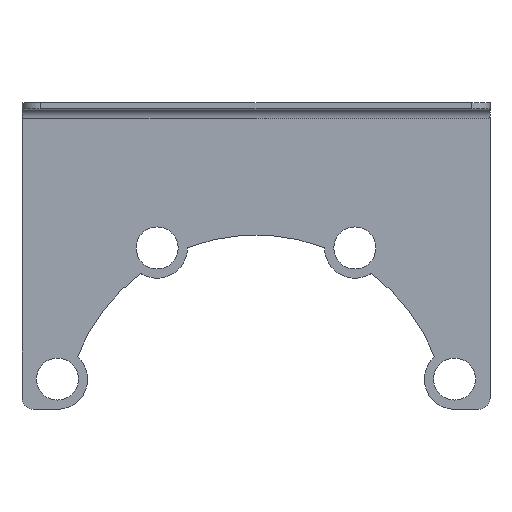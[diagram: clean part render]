
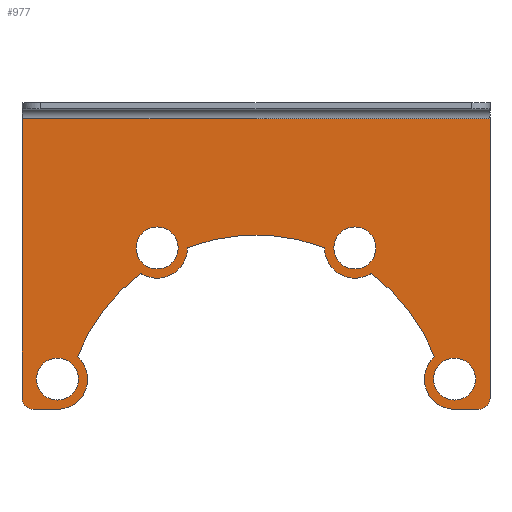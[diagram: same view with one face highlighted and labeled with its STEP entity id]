
A CAD part, top view. The second image highlights one B-rep face of the part: STEP entity #977.
In plain terms, the highlighted planar face has unit normal (0, 0, 1).
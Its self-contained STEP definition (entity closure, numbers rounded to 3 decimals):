
#32=CARTESIAN_POINT('',(-18.067,-38.048,1.065));
#33=VERTEX_POINT('',#32);
#34=CARTESIAN_POINT('',(18.067,-38.048,1.065));
#35=VERTEX_POINT('',#34);
#36=CARTESIAN_POINT('',(-0.,-85.168,1.065));
#37=DIRECTION('',(-0.,0.,-1.));
#38=DIRECTION('',(-1.,0.,0.));
#39=AXIS2_PLACEMENT_3D('',#36,#37,#38);
#40=CIRCLE('',#39,50.465);
#41=EDGE_CURVE('',#33,#35,#40,.T.);
#85=CARTESIAN_POINT('',(-30.327,-44.832,1.065));
#86=VERTEX_POINT('',#85);
#93=CARTESIAN_POINT('',(-46.967,-66.706,1.065));
#94=VERTEX_POINT('',#93);
#95=CARTESIAN_POINT('',(-0.,-85.168,1.065));
#96=DIRECTION('',(-0.,0.,-1.));
#97=DIRECTION('',(-1.,0.,0.));
#98=AXIS2_PLACEMENT_3D('',#95,#96,#97);
#99=CIRCLE('',#98,50.465);
#100=EDGE_CURVE('',#94,#86,#99,.T.);
#126=CARTESIAN_POINT('',(-52.005,-80.632,1.065));
#127=VERTEX_POINT('',#126);
#134=CARTESIAN_POINT('',(-58.586,-80.632,1.065));
#135=VERTEX_POINT('',#134);
#136=CARTESIAN_POINT('',(-52.005,-80.632,1.065));
#137=DIRECTION('',(-1.,0.,0.));
#138=VECTOR('',#137,6.581);
#139=LINE('',#136,#138);
#140=EDGE_CURVE('',#127,#135,#139,.T.);
#353=CARTESIAN_POINT('',(-61.589,-77.63,1.065));
#354=VERTEX_POINT('',#353);
#355=CARTESIAN_POINT('',(-61.589,-4.17,1.065));
#356=VERTEX_POINT('',#355);
#357=CARTESIAN_POINT('',(-61.589,-77.63,1.065));
#358=DIRECTION('',(0.,1.,0.));
#359=VECTOR('',#358,73.46);
#360=LINE('',#357,#359);
#361=EDGE_CURVE('',#354,#356,#360,.T.);
#615=CARTESIAN_POINT('',(61.589,-4.17,1.065));
#616=VERTEX_POINT('',#615);
#617=CARTESIAN_POINT('',(-61.589,-4.17,1.065));
#618=DIRECTION('',(1.,-0.,-0.));
#619=VECTOR('',#618,123.177);
#620=LINE('',#617,#619);
#621=EDGE_CURVE('',#356,#616,#620,.T.);
#834=CARTESIAN_POINT('',(36.11,-43.463,1.065));
#835=DIRECTION('',(0.,0.,1.));
#836=DIRECTION('',(-1.,0.,0.));
#837=AXIS2_PLACEMENT_3D('',#834,#835,#836);
#838=PLANE('',#837);
#839=ORIENTED_EDGE('',*,*,#41,.T.);
#840=CARTESIAN_POINT('',(30.327,-44.832,1.065));
#841=VERTEX_POINT('',#840);
#842=CARTESIAN_POINT('',(26.022,-38.142,1.065));
#843=DIRECTION('',(0.,0.,1.));
#844=DIRECTION('',(1.,0.,-0.));
#845=AXIS2_PLACEMENT_3D('',#842,#843,#844);
#846=CIRCLE('',#845,7.956);
#847=EDGE_CURVE('',#35,#841,#846,.T.);
#848=ORIENTED_EDGE('',*,*,#847,.T.);
#849=CARTESIAN_POINT('',(46.967,-66.706,1.065));
#850=VERTEX_POINT('',#849);
#851=CARTESIAN_POINT('',(-0.,-85.168,1.065));
#852=DIRECTION('',(0.,0.,1.));
#853=DIRECTION('',(1.,0.,-0.));
#854=AXIS2_PLACEMENT_3D('',#851,#852,#853);
#855=CIRCLE('',#854,50.465);
#856=EDGE_CURVE('',#850,#841,#855,.T.);
#857=ORIENTED_EDGE('',*,*,#856,.F.);
#858=CARTESIAN_POINT('',(51.957,-80.59,1.065));
#859=VERTEX_POINT('',#858);
#860=CARTESIAN_POINT('',(52.265,-72.641,1.065));
#861=DIRECTION('',(0.,0.,1.));
#862=DIRECTION('',(1.,0.,-0.));
#863=AXIS2_PLACEMENT_3D('',#860,#861,#862);
#864=CIRCLE('',#863,7.956);
#865=EDGE_CURVE('',#850,#859,#864,.T.);
#866=ORIENTED_EDGE('',*,*,#865,.T.);
#867=CARTESIAN_POINT('',(52.005,-80.632,1.065));
#868=VERTEX_POINT('',#867);
#869=CARTESIAN_POINT('',(51.957,-80.59,1.065));
#870=DIRECTION('',(0.75,-0.662,-0.));
#871=VECTOR('',#870,0.064);
#872=LINE('',#869,#871);
#873=EDGE_CURVE('',#859,#868,#872,.T.);
#874=ORIENTED_EDGE('',*,*,#873,.T.);
#875=CARTESIAN_POINT('',(58.586,-80.632,1.065));
#876=VERTEX_POINT('',#875);
#877=CARTESIAN_POINT('',(52.005,-80.632,1.065));
#878=DIRECTION('',(1.,0.,-0.));
#879=VECTOR('',#878,6.581);
#880=LINE('',#877,#879);
#881=EDGE_CURVE('',#868,#876,#880,.T.);
#882=ORIENTED_EDGE('',*,*,#881,.T.);
#883=CARTESIAN_POINT('',(61.589,-77.63,1.065));
#884=VERTEX_POINT('',#883);
#885=CARTESIAN_POINT('',(58.586,-77.63,1.065));
#886=DIRECTION('',(0.,0.,1.));
#887=DIRECTION('',(1.,0.,-0.));
#888=AXIS2_PLACEMENT_3D('',#885,#886,#887);
#889=CIRCLE('',#888,3.003);
#890=EDGE_CURVE('',#876,#884,#889,.T.);
#891=ORIENTED_EDGE('',*,*,#890,.T.);
#892=CARTESIAN_POINT('',(61.589,-77.63,1.065));
#893=DIRECTION('',(0.,1.,0.));
#894=VECTOR('',#893,73.46);
#895=LINE('',#892,#894);
#896=EDGE_CURVE('',#884,#616,#895,.T.);
#897=ORIENTED_EDGE('',*,*,#896,.T.);
#898=ORIENTED_EDGE('',*,*,#621,.F.);
#899=ORIENTED_EDGE('',*,*,#361,.F.);
#900=CARTESIAN_POINT('',(-58.586,-77.63,1.065));
#901=DIRECTION('',(-0.,0.,-1.));
#902=DIRECTION('',(-1.,0.,0.));
#903=AXIS2_PLACEMENT_3D('',#900,#901,#902);
#904=CIRCLE('',#903,3.003);
#905=EDGE_CURVE('',#135,#354,#904,.T.);
#906=ORIENTED_EDGE('',*,*,#905,.F.);
#907=ORIENTED_EDGE('',*,*,#140,.F.);
#908=CARTESIAN_POINT('',(-51.957,-80.59,1.065));
#909=VERTEX_POINT('',#908);
#910=CARTESIAN_POINT('',(-51.957,-80.59,1.065));
#911=DIRECTION('',(-0.75,-0.662,0.));
#912=VECTOR('',#911,0.064);
#913=LINE('',#910,#912);
#914=EDGE_CURVE('',#909,#127,#913,.T.);
#915=ORIENTED_EDGE('',*,*,#914,.F.);
#916=CARTESIAN_POINT('',(-52.265,-72.641,1.065));
#917=DIRECTION('',(-0.,0.,-1.));
#918=DIRECTION('',(-1.,0.,0.));
#919=AXIS2_PLACEMENT_3D('',#916,#917,#918);
#920=CIRCLE('',#919,7.956);
#921=EDGE_CURVE('',#94,#909,#920,.T.);
#922=ORIENTED_EDGE('',*,*,#921,.F.);
#923=ORIENTED_EDGE('',*,*,#100,.T.);
#924=CARTESIAN_POINT('',(-26.022,-38.142,1.065));
#925=DIRECTION('',(-0.,0.,-1.));
#926=DIRECTION('',(-1.,0.,0.));
#927=AXIS2_PLACEMENT_3D('',#924,#925,#926);
#928=CIRCLE('',#927,7.956);
#929=EDGE_CURVE('',#33,#86,#928,.T.);
#930=ORIENTED_EDGE('',*,*,#929,.F.);
#931=EDGE_LOOP('',(#839,#848,#857,#866,#874,#882,#891,#897,#898,#899,#906,#907,#915,#922,#923,#930));
#932=FACE_BOUND('',#931,.T.);
#933=CARTESIAN_POINT('',(-57.794,-72.641,1.065));
#934=VERTEX_POINT('',#933);
#935=CARTESIAN_POINT('',(-52.265,-72.641,1.065));
#936=DIRECTION('',(-0.,0.,-1.));
#937=DIRECTION('',(-1.,0.,0.));
#938=AXIS2_PLACEMENT_3D('',#935,#936,#937);
#939=CIRCLE('',#938,5.529);
#940=EDGE_CURVE('',#934,#934,#939,.T.);
#941=ORIENTED_EDGE('',*,*,#940,.T.);
#942=EDGE_LOOP('',(#941));
#943=FACE_BOUND('',#942,.T.);
#944=CARTESIAN_POINT('',(-31.551,-38.142,1.065));
#945=VERTEX_POINT('',#944);
#946=CARTESIAN_POINT('',(-26.022,-38.142,1.065));
#947=DIRECTION('',(-0.,0.,-1.));
#948=DIRECTION('',(-1.,0.,0.));
#949=AXIS2_PLACEMENT_3D('',#946,#947,#948);
#950=CIRCLE('',#949,5.529);
#951=EDGE_CURVE('',#945,#945,#950,.T.);
#952=ORIENTED_EDGE('',*,*,#951,.T.);
#953=EDGE_LOOP('',(#952));
#954=FACE_BOUND('',#953,.T.);
#955=CARTESIAN_POINT('',(57.794,-72.641,1.065));
#956=VERTEX_POINT('',#955);
#957=CARTESIAN_POINT('',(52.265,-72.641,1.065));
#958=DIRECTION('',(0.,0.,1.));
#959=DIRECTION('',(1.,0.,-0.));
#960=AXIS2_PLACEMENT_3D('',#957,#958,#959);
#961=CIRCLE('',#960,5.529);
#962=EDGE_CURVE('',#956,#956,#961,.T.);
#963=ORIENTED_EDGE('',*,*,#962,.F.);
#964=EDGE_LOOP('',(#963));
#965=FACE_BOUND('',#964,.T.);
#966=CARTESIAN_POINT('',(31.551,-38.142,1.065));
#967=VERTEX_POINT('',#966);
#968=CARTESIAN_POINT('',(26.022,-38.142,1.065));
#969=DIRECTION('',(0.,0.,1.));
#970=DIRECTION('',(1.,0.,-0.));
#971=AXIS2_PLACEMENT_3D('',#968,#969,#970);
#972=CIRCLE('',#971,5.529);
#973=EDGE_CURVE('',#967,#967,#972,.T.);
#974=ORIENTED_EDGE('',*,*,#973,.F.);
#975=EDGE_LOOP('',(#974));
#976=FACE_BOUND('',#975,.T.);
#977=ADVANCED_FACE('',(#932,#943,#954,#965,#976),#838,.T.);
